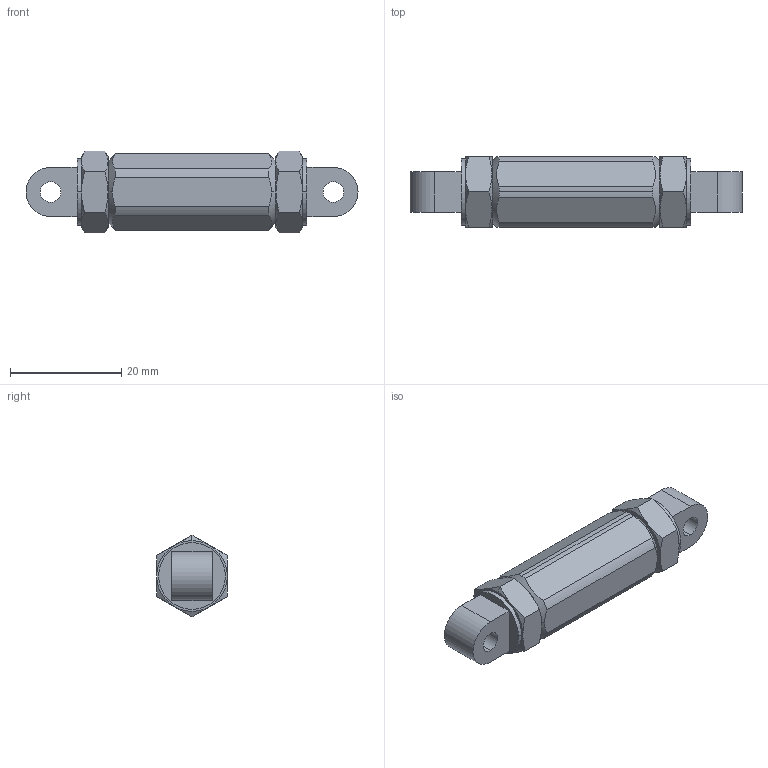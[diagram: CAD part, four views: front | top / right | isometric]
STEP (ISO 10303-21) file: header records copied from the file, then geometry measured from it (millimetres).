
FILE_DESCRIPTION (( 'STEP AP214' ), '1' );
FILE_NAME ('WCP-0963.step', '2023-05-23T21:47:59', ( '' ), ( '' ), 'SwSTEP 2.0', 'SolidWorks 2022', '' );
FILE_SCHEMA (( 'AUTOMOTIVE_DESIGN' ));
Length unit declared in the file: inch
Products named in the file (6): WCP-0963-003 Rev1; WCP-0963-002 Rev1; WCP-0963-005 Rev1; WCP-0963-004 Rev1; WCP-0963; WCP-0963-001 Rev1
Assembly tree (5 placements, depth 2):
  WCP-0963
    WCP-0963-001 Rev1
    WCP-0963-002 Rev1
    WCP-0963-003 Rev1
    WCP-0963-004 Rev1
    WCP-0963-005 Rev1
Bounding box: 59.64 x 12.7 x 14.66 mm (x, y, z)
Volume: 6549 mm3; surface area: 5428 mm2
Topology: 5 solids, 5 shells, 155 faces, 393 edges, 252 vertices
Faces by surface type: cylinder 73, plane 40, cone 36, bspline 6
Entity records: 9113 total; most frequent: CARTESIAN_POINT 5426, ORIENTED_EDGE 786, DIRECTION 611, EDGE_CURVE 393, VERTEX_POINT 252, AXIS2_PLACEMENT_3D 245, EDGE_LOOP 169, ADVANCED_FACE 155
